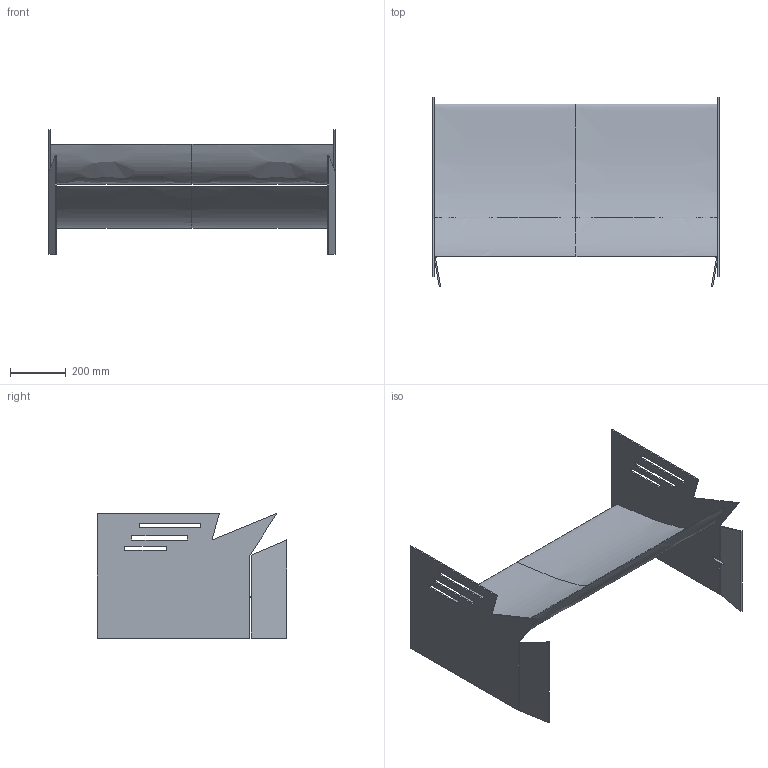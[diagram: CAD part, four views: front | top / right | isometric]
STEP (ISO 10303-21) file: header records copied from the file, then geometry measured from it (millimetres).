
FILE_DESCRIPTION(('CATIA V5 STEP Exchange'),'2;1');
FILE_NAME('rearwing.stp','2018-11-23T19:19:46+00:00',('none'),('none'),'CATIA Version 5 Release 17 (IN-10)','CATIA V5 STEP AP203','none');
FILE_SCHEMA(('CONFIG_CONTROL_DESIGN'));
Length unit declared in the file: millimetre
Products named in the file (3): rearwing; end; Symmetry of end
Assembly tree (12 placements, depth 3):
  rearwing
    #56
    #1897
    end
      #3708
      #4426
      #4601
    Symmetry of end
      #4797
      #5479
      #5654
    #5844
    #7649
Bounding box: 1029.98 x 683.02 x 450 mm (x, y, z)
Volume: 23539645.1 mm3; surface area: 2630549.7 mm2
Topology: 10 solids, 10 shells, 86 faces, 194 edges, 129 vertices
Faces by surface type: plane 74, bspline 8, cylinder 4
Entity records: 9457 total; most frequent: CARTESIAN_POINT 7312, ORIENTED_EDGE 380, DIRECTION 370, EDGE_CURVE 190, VECTOR 158, LINE 158, VERTEX_POINT 124, AXIS2_PLACEMENT_3D 110
